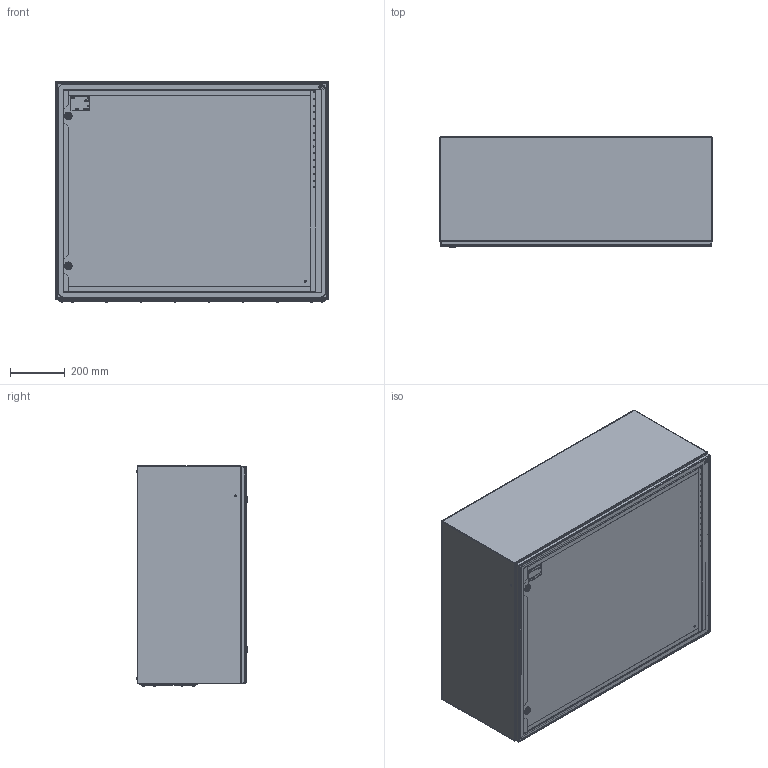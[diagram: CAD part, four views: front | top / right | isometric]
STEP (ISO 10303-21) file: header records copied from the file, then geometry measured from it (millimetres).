
FILE_DESCRIPTION((''),'2;1');
FILE_NAME('GT_80_100_40_ASM','2021-11-04T',('marketing.praksa'),('Audax d.o.o.'),'CREO PARAMETRIC BY PTC INC, 2017480','CREO PARAMETRIC BY PTC INC, 2017480','');
FILE_SCHEMA(('AUTOMOTIVE_DESIGN { 1 0 10303 214 1 1 1 1 }'));
Products named in the file (60): DRZWI_1_2_3_4_5_6_1_1; DRZWI_1_2_3_4_5_6_2_1; ZAWIAS_3_ST47_002_ELEMENT-54699; ZAWIAS_3_ST47_002_ELEMENT-54700; DRZWI_1_2_3_4_5_6_3_1; DRZWI_1_2_3_4_5_6_4_1; DRZWI_1_2_3_4_5_6_5_1; DRZWI_1_2_3_4_5_6_6_1; ZAWIAS_3_ST47_002_ELEMENT-54705; DRZWI_1_2_3_4_5_6_7_1; 1_EB_1000-U6_H__KORPUS-54707_1; 1_EB_1000-U6_H__WK_ADKA-54708_1; 1_EB_1000-U6_H__SRUBA-54709_1; DRZWI_1_2_3_4_5_6_8_1; 1_EB_1000-U6_H__NAKR_TKA-54711_; DRZWI_1_2_3_4_5_6_9_1; 1_EB_1000-U6_H__KORPUS-54713_1; 1_EB_1000-U6_H__WK_ADKA-54714_1; 1_EB_1000-U6_H__SRUBA-54715_1; DRZWI_1_2_3_4_5_6_10_1; 1_EB_1000-U6_H__NAKR_TKA-54717_; DRZWI_1_2_3_4_5_6_11_1; DRZWI_1_2_3_4_5_6_12_1; DRZWI_1_2_3_4_5_6_13_1; ANSI_B27_7M_3CMI-4-54721_1; ANSI_B27_7M_3CMI-4-54722_1; DRZWI_1_2_3_4_5_6_15_1; DRZWI_1_2_3_4_5_6_16_1; ANSI_B27_7M_3CMI-4-54726_1; ETI_LOGO_1_1_1_1_1_2_3_1; ETI_LOGO_2_1_1_1_1_2_3_1; ETI_LOGO_3_1_1_1_1_2_3_1; KOR_GT_80-100-40_1; PRZEPUST_1_2_3_1; ZAWIAS_1_2_3_1; TULEJA_1_2_3_1; PLYTA_1_2_3_1; NAKRETKA_M8_1_2_3_1; ZASLEPKA_10_7_1_2_3_1; SCREWS_80-100-40_1_1 ...
Assembly tree (70 placements, depth 2):
  GT_80_100_40_ASM
    DRZWI_1_2_3_4_5_6_1_1
    DRZWI_1_2_3_4_5_6_2_1
    ZAWIAS_3_ST47_002_ELEMENT-54699
    ZAWIAS_3_ST47_002_ELEMENT-54700
    DRZWI_1_2_3_4_5_6_3_1
    DRZWI_1_2_3_4_5_6_4_1
    DRZWI_1_2_3_4_5_6_5_1
    DRZWI_1_2_3_4_5_6_6_1
    ZAWIAS_3_ST47_002_ELEMENT-54705
    DRZWI_1_2_3_4_5_6_7_1
    1_EB_1000-U6_H__KORPUS-54707_1
    1_EB_1000-U6_H__WK_ADKA-54708_1
    1_EB_1000-U6_H__SRUBA-54709_1
    DRZWI_1_2_3_4_5_6_8_1
    1_EB_1000-U6_H__NAKR_TKA-54711_
    DRZWI_1_2_3_4_5_6_9_1
    1_EB_1000-U6_H__KORPUS-54713_1
    1_EB_1000-U6_H__WK_ADKA-54714_1
    1_EB_1000-U6_H__SRUBA-54715_1
    DRZWI_1_2_3_4_5_6_10_1
    1_EB_1000-U6_H__NAKR_TKA-54717_
    DRZWI_1_2_3_4_5_6_11_1
    DRZWI_1_2_3_4_5_6_12_1
    DRZWI_1_2_3_4_5_6_13_1
    ANSI_B27_7M_3CMI-4-54721_1
    ANSI_B27_7M_3CMI-4-54722_1
    DRZWI_1_2_3_4_5_6_15_1
    DRZWI_1_2_3_4_5_6_16_1
    ANSI_B27_7M_3CMI-4-54726_1
    ETI_LOGO_1_1_1_1_1_2_3_1
    ETI_LOGO_2_1_1_1_1_2_3_1
    ETI_LOGO_3_1_1_1_1_2_3_1
    KOR_GT_80-100-40_1
    PRZEPUST_1_2_3_1
    ZAWIAS_1_2_3_1  x3
    TULEJA_1_2_3_1  x4
    PLYTA_1_2_3_1
    NAKRETKA_M8_1_2_3_1  x4
    ZASLEPKA_10_7_1_2_3_1  x4
    SCREWS_80-100-40_1_1
    SCREWS_80-100-40_1_2
    SCREWS_80-100-40_1_3
    SCREWS_80-100-40_1_4
    SCREWS_80-100-40_1_5
    SCREWS_80-100-40_1_6
    SCREWS_80-100-40_1_7
    SCREWS_80-100-40_1_8
    SCREWS_80-100-40_1_9
    SCREWS_80-100-40_1_10
    SCREWS_80-100-40_1_11
    SCREWS_80-100-40_1_12
    SCREWS_80-100-40_1_13
    SCREWS_80-100-40_1_14
    SCREWS_80-100-40_1_15
    SCREWS_80-100-40_1_16
    SCREWS_80-100-40_1_17
    SCREWS_80-100-40_1_18
    SCREWS_80-100-40_1_19
    SCREWS_80-100-40_1_20
Bounding box: 1000 x 405.28 x 808.44 mm (x, y, z)
Volume: 6324396.2 mm3; surface area: 8373275.7 mm2
Topology: 50 solids, 92 shells, 3721 faces, 10531 edges, 7053 vertices
Faces by surface type: plane 1562, cylinder 1455, torus 240, cone 158, extrusion 136, bspline 98, sphere 72
Entity records: 144121 total; most frequent: CARTESIAN_POINT 26201, DIRECTION 17993, ORIENTED_EDGE 17074, PRESENTATION_STYLE_ASSIGNMENT 9453, STYLED_ITEM 9453, CURVE_STYLE 8663, EDGE_CURVE 8663, AXIS2_PLACEMENT_3D 6876
